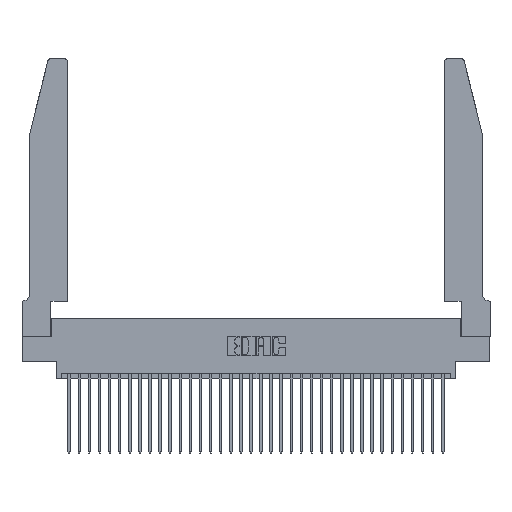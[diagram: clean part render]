
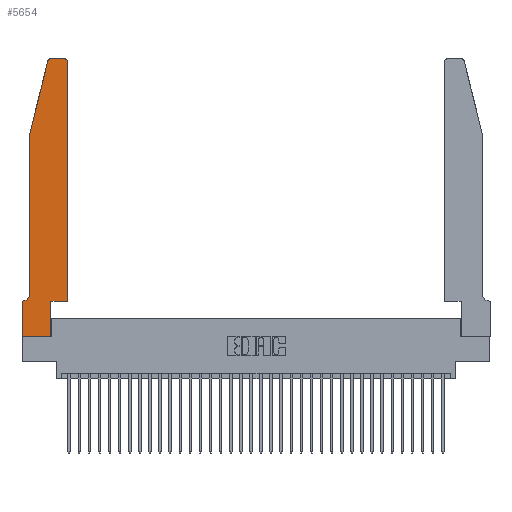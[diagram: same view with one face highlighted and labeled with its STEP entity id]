
A CAD part, top view. The second image highlights one B-rep face of the part: STEP entity #5654.
In plain terms, the highlighted planar face has unit normal (0, 0, 1).
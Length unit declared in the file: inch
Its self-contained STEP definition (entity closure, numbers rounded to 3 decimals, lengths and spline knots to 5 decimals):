
#154 = CARTESIAN_POINT ( 'NONE',  ( 0., 0., 0.37 ) ) ;
#264 = VECTOR ( 'NONE', #10829, 39.37008 ) ;
#383 = EDGE_CURVE ( 'NONE', #28029, #31227, #7397, .T. ) ;
#400 = ORIENTED_EDGE ( 'NONE', *, *, #30812, .T. ) ;
#1222 = LINE ( 'NONE', #26211, #17441 ) ;
#1278 = DIRECTION ( 'NONE',  ( 1., 0., 0. ) ) ;
#1487 = CARTESIAN_POINT ( 'NONE',  ( 0.0055, 0.35, 0.37 ) ) ;
#1614 = CARTESIAN_POINT ( 'NONE',  ( 0.4505, 0.35, 0.37 ) ) ;
#1711 = DIRECTION ( 'NONE',  ( 0., 0., -1. ) ) ;
#2177 = VECTOR ( 'NONE', #25312, 39.37008 ) ;
#2652 = VERTEX_POINT ( 'NONE', #20230 ) ;
#3304 = EDGE_CURVE ( 'NONE', #25156, #12701, #21328, .T. ) ;
#3700 = VERTEX_POINT ( 'NONE', #22735 ) ;
#4184 = VERTEX_POINT ( 'NONE', #6532 ) ;
#4186 = ORIENTED_EDGE ( 'NONE', *, *, #22202, .T. ) ;
#4352 = AXIS2_PLACEMENT_3D ( 'NONE', #18157, #29245, #20916 ) ;
#4461 = VECTOR ( 'NONE', #15356, 39.37008 ) ;
#4575 = CARTESIAN_POINT ( 'NONE',  ( 0.0055, 0.42, 0.37 ) ) ;
#4825 = DIRECTION ( 'NONE',  ( 1., 0., 0. ) ) ;
#5408 = AXIS2_PLACEMENT_3D ( 'NONE', #34475, #34713, #4825 ) ;
#5654 = ADVANCED_FACE ( 'NONE', ( #16895 ), #31176, .T. ) ;
#6064 = ORIENTED_EDGE ( 'NONE', *, *, #12057, .T. ) ;
#6513 = VECTOR ( 'NONE', #27946, 39.37008 ) ;
#6532 = CARTESIAN_POINT ( 'NONE',  ( 0., 0., 0.37 ) ) ;
#6761 = EDGE_CURVE ( 'NONE', #12701, #28227, #22909, .T. ) ;
#7397 = LINE ( 'NONE', #25102, #6513 ) ;
#7603 = CARTESIAN_POINT ( 'NONE',  ( 0.4505, 2.72, 0.37 ) ) ;
#7963 = CARTESIAN_POINT ( 'NONE',  ( 0.2605, 2.75, 0.37 ) ) ;
#8069 = DIRECTION ( 'NONE',  ( 0., -1., 0. ) ) ;
#8286 = CARTESIAN_POINT ( 'NONE',  ( 0.2865, 0.35, 0.37 ) ) ;
#8319 = EDGE_CURVE ( 'NONE', #30088, #3700, #21848, .T. ) ;
#8841 = LINE ( 'NONE', #31035, #33115 ) ;
#9542 = ORIENTED_EDGE ( 'NONE', *, *, #22004, .T. ) ;
#9623 = EDGE_CURVE ( 'NONE', #31227, #23462, #15397, .T. ) ;
#10829 = DIRECTION ( 'NONE',  ( -1., 0., 0. ) ) ;
#11655 = DIRECTION ( 'NONE',  ( 1., 0., 0. ) ) ;
#12057 = EDGE_CURVE ( 'NONE', #35222, #25156, #8841, .T. ) ;
#12154 = ORIENTED_EDGE ( 'NONE', *, *, #31763, .T. ) ;
#12701 = VERTEX_POINT ( 'NONE', #22983 ) ;
#13515 = AXIS2_PLACEMENT_3D ( 'NONE', #4575, #1711, #15214 ) ;
#14206 = CARTESIAN_POINT ( 'NONE',  ( 0.0755, 0.35, 0.37 ) ) ;
#14579 = VECTOR ( 'NONE', #24272, 39.37008 ) ;
#14751 = CARTESIAN_POINT ( 'NONE',  ( 0., 0.35, 0.37 ) ) ;
#14760 = ORIENTED_EDGE ( 'NONE', *, *, #17553, .T. ) ;
#14884 = CARTESIAN_POINT ( 'NONE',  ( 0., 0.35, 0.37 ) ) ;
#15158 = LINE ( 'NONE', #1614, #4461 ) ;
#15214 = DIRECTION ( 'NONE',  ( -1., 0., 0. ) ) ;
#15356 = DIRECTION ( 'NONE',  ( 1., 0., 0. ) ) ;
#15397 = CIRCLE ( 'NONE', #13515, 0.07 ) ;
#15637 = DIRECTION ( 'NONE',  ( -0.239, -0.971, 0. ) ) ;
#15980 = ORIENTED_EDGE ( 'NONE', *, *, #9623, .T. ) ;
#16207 = EDGE_CURVE ( 'NONE', #23462, #33993, #20989, .T. ) ;
#16895 = FACE_OUTER_BOUND ( 'NONE', #32464, .T. ) ;
#17441 = VECTOR ( 'NONE', #15637, 39.37008 ) ;
#17553 = EDGE_CURVE ( 'NONE', #2652, #28029, #1222, .T. ) ;
#17984 = CARTESIAN_POINT ( 'NONE',  ( 0.0755, 2., 0.37 ) ) ;
#18157 = CARTESIAN_POINT ( 'NONE',  ( 0.284, 2.72, 0.37 ) ) ;
#19047 = CIRCLE ( 'NONE', #4352, 0.03 ) ;
#19424 = LINE ( 'NONE', #25269, #32647 ) ;
#20230 = CARTESIAN_POINT ( 'NONE',  ( 0.25487, 2.72718, 0.37 ) ) ;
#20286 = LINE ( 'NONE', #154, #29233 ) ;
#20916 = DIRECTION ( 'NONE',  ( 1., 0., 0. ) ) ;
#20989 = LINE ( 'NONE', #14206, #2177 ) ;
#21328 = CIRCLE ( 'NONE', #5408, 0.03 ) ;
#21592 = CARTESIAN_POINT ( 'NONE',  ( 0.284, 2.75, 0.37 ) ) ;
#21848 = LINE ( 'NONE', #8286, #14579 ) ;
#22004 = EDGE_CURVE ( 'NONE', #33993, #4184, #20286, .T. ) ;
#22202 = EDGE_CURVE ( 'NONE', #3700, #35222, #15158, .T. ) ;
#22735 = CARTESIAN_POINT ( 'NONE',  ( 0.2865, 0.35, 0.37 ) ) ;
#22909 = LINE ( 'NONE', #7963, #264 ) ;
#22983 = CARTESIAN_POINT ( 'NONE',  ( 0.4205, 2.75, 0.37 ) ) ;
#23320 = ORIENTED_EDGE ( 'NONE', *, *, #6761, .T. ) ;
#23462 = VERTEX_POINT ( 'NONE', #1487 ) ;
#24272 = DIRECTION ( 'NONE',  ( 0., 1., 0. ) ) ;
#25102 = CARTESIAN_POINT ( 'NONE',  ( 0.0755, 2., 0.37 ) ) ;
#25156 = VERTEX_POINT ( 'NONE', #7603 ) ;
#25269 = CARTESIAN_POINT ( 'NONE',  ( 0., 0., 0.37 ) ) ;
#25312 = DIRECTION ( 'NONE',  ( -1., 0., 0. ) ) ;
#25692 = DIRECTION ( 'NONE',  ( 0., 1., 0. ) ) ;
#26211 = CARTESIAN_POINT ( 'NONE',  ( 0.0755, 2., 0.37 ) ) ;
#26295 = ORIENTED_EDGE ( 'NONE', *, *, #16207, .T. ) ;
#26377 = ORIENTED_EDGE ( 'NONE', *, *, #3304, .T. ) ;
#26571 = ORIENTED_EDGE ( 'NONE', *, *, #8319, .T. ) ;
#26893 = AXIS2_PLACEMENT_3D ( 'NONE', #14884, #33914, #1278 ) ;
#27287 = CARTESIAN_POINT ( 'NONE',  ( 0.2865, 0., 0.37 ) ) ;
#27946 = DIRECTION ( 'NONE',  ( 0., -1., 0. ) ) ;
#28029 = VERTEX_POINT ( 'NONE', #17984 ) ;
#28227 = VERTEX_POINT ( 'NONE', #21592 ) ;
#28487 = CARTESIAN_POINT ( 'NONE',  ( 0.0755, 0.42, 0.37 ) ) ;
#29233 = VECTOR ( 'NONE', #8069, 39.37008 ) ;
#29245 = DIRECTION ( 'NONE',  ( 0., 0., 1. ) ) ;
#30088 = VERTEX_POINT ( 'NONE', #27287 ) ;
#30812 = EDGE_CURVE ( 'NONE', #28227, #2652, #19047, .T. ) ;
#31035 = CARTESIAN_POINT ( 'NONE',  ( 0.4505, 0.35, 0.37 ) ) ;
#31176 = PLANE ( 'NONE',  #26893 ) ;
#31227 = VERTEX_POINT ( 'NONE', #28487 ) ;
#31453 = ORIENTED_EDGE ( 'NONE', *, *, #383, .T. ) ;
#31763 = EDGE_CURVE ( 'NONE', #4184, #30088, #19424, .T. ) ;
#31813 = CARTESIAN_POINT ( 'NONE',  ( 0.4505, 0.35, 0.37 ) ) ;
#32464 = EDGE_LOOP ( 'NONE', ( #23320, #400, #14760, #31453, #15980, #26295, #9542, #12154, #26571, #4186, #6064, #26377 ) ) ;
#32647 = VECTOR ( 'NONE', #11655, 39.37008 ) ;
#33115 = VECTOR ( 'NONE', #25692, 39.37008 ) ;
#33914 = DIRECTION ( 'NONE',  ( 0., 0., 1. ) ) ;
#33993 = VERTEX_POINT ( 'NONE', #14751 ) ;
#34475 = CARTESIAN_POINT ( 'NONE',  ( 0.4205, 2.72, 0.37 ) ) ;
#34713 = DIRECTION ( 'NONE',  ( 0., 0., 1. ) ) ;
#35222 = VERTEX_POINT ( 'NONE', #31813 ) ;
